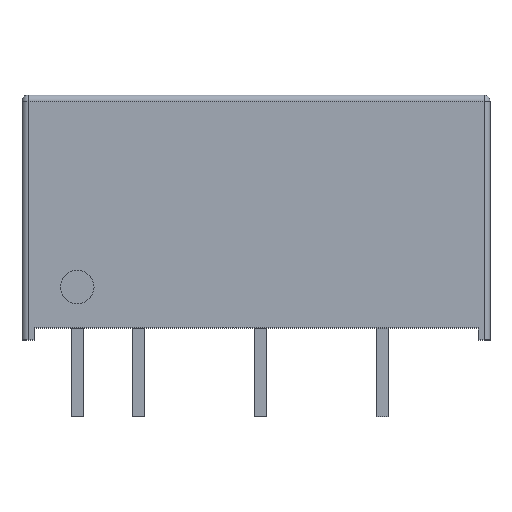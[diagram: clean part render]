
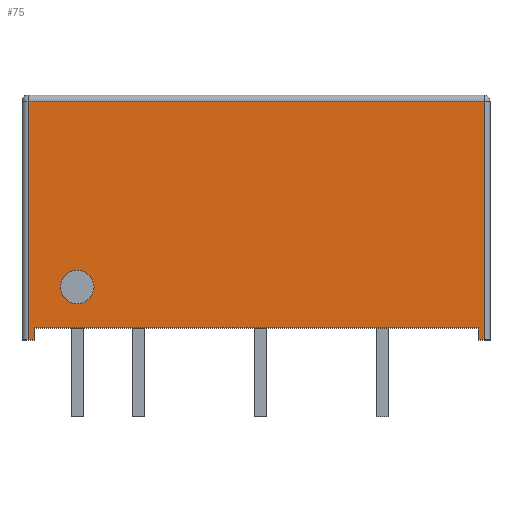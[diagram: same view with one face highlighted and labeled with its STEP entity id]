
A CAD part, top view. The second image highlights one B-rep face of the part: STEP entity #75.
In plain terms, the highlighted planar face has unit normal (0, 0, 1).
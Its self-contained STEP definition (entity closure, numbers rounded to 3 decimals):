
#75=ADVANCED_FACE('',(#473,#475),#477,.F.);
#473=FACE_BOUND('',#474,.T.);
#474=EDGE_LOOP('',(#796,#797,#798,#799,#800,#801,#802,#803));
#475=FACE_BOUND('',#476,.T.);
#476=EDGE_LOOP('',(#804));
#477=PLANE('',#478);
#478=AXIS2_PLACEMENT_3D('',#479,#480,#481);
#479=CARTESIAN_POINT('',(-2.3,10.2,6.125));
#480=DIRECTION('',(0.,0.,-1.));
#481=DIRECTION('',(-1.,0.,0.));
#796=ORIENTED_EDGE('',*,*,#989,.T.);
#797=ORIENTED_EDGE('',*,*,#990,.T.);
#798=ORIENTED_EDGE('',*,*,#991,.T.);
#799=ORIENTED_EDGE('',*,*,#992,.T.);
#800=ORIENTED_EDGE('',*,*,#962,.F.);
#801=ORIENTED_EDGE('',*,*,#988,.T.);
#802=ORIENTED_EDGE('',*,*,#993,.T.);
#803=ORIENTED_EDGE('',*,*,#994,.T.);
#804=ORIENTED_EDGE('',*,*,#995,.F.);
#962=EDGE_CURVE('',#1061,#1063,#1064,.T.);
#988=EDGE_CURVE('',#1061,#1111,#1113,.T.);
#989=EDGE_CURVE('',#1114,#1115,#1116,.T.);
#990=EDGE_CURVE('',#1115,#1117,#1118,.T.);
#991=EDGE_CURVE('',#1117,#1119,#1120,.T.);
#992=EDGE_CURVE('',#1119,#1063,#1121,.T.);
#993=EDGE_CURVE('',#1111,#1122,#1123,.T.);
#994=EDGE_CURVE('',#1122,#1114,#1124,.T.);
#995=EDGE_CURVE('',#1125,#1125,#1126,.T.);
#1061=VERTEX_POINT('',#1223);
#1063=VERTEX_POINT('',#1227);
#1064=LINE('',#1228,#1229);
#1111=VERTEX_POINT('',#1325);
#1113=LINE('',#1329,#1330);
#1114=VERTEX_POINT('',#1332);
#1115=VERTEX_POINT('',#1333);
#1116=LINE('',#1334,#1335);
#1117=VERTEX_POINT('',#1337);
#1118=LINE('',#1338,#1339);
#1119=VERTEX_POINT('',#1341);
#1120=LINE('',#1342,#1343);
#1121=LINE('',#1345,#1346);
#1122=VERTEX_POINT('',#1348);
#1123=LINE('',#1349,#1350);
#1124=LINE('',#1352,#1353);
#1125=VERTEX_POINT('',#1355);
#1126=CIRCLE('',#1356,0.7);
#1223=CARTESIAN_POINT('',(16.7,0.5,6.125));
#1227=CARTESIAN_POINT('',(-1.8,0.5,6.125));
#1228=CARTESIAN_POINT('',(16.7,0.5,6.125));
#1229=VECTOR('',#1230,1.);
#1230=DIRECTION('',(-1.,0.,0.));
#1325=CARTESIAN_POINT('',(16.7,0.,6.125));
#1329=CARTESIAN_POINT('',(16.7,0.5,6.125));
#1330=VECTOR('',#1331,1.);
#1331=DIRECTION('',(0.,-1.,0.));
#1332=CARTESIAN_POINT('',(16.95,9.95,6.125));
#1333=CARTESIAN_POINT('',(-2.05,9.95,6.125));
#1334=CARTESIAN_POINT('',(16.95,9.95,6.125));
#1335=VECTOR('',#1336,1.);
#1336=DIRECTION('',(-1.,0.,0.));
#1337=CARTESIAN_POINT('',(-2.05,0.,6.125));
#1338=CARTESIAN_POINT('',(-2.05,9.95,6.125));
#1339=VECTOR('',#1340,1.);
#1340=DIRECTION('',(0.,-1.,0.));
#1341=CARTESIAN_POINT('',(-1.8,0.,6.125));
#1342=CARTESIAN_POINT('',(-2.05,0.,6.125));
#1343=VECTOR('',#1344,1.);
#1344=DIRECTION('',(1.,0.,0.));
#1345=CARTESIAN_POINT('',(-1.8,0.,6.125));
#1346=VECTOR('',#1347,1.);
#1347=DIRECTION('',(0.,1.,0.));
#1348=CARTESIAN_POINT('',(16.95,0.,6.125));
#1349=CARTESIAN_POINT('',(16.7,0.,6.125));
#1350=VECTOR('',#1351,1.);
#1351=DIRECTION('',(1.,0.,0.));
#1352=CARTESIAN_POINT('',(16.95,0.,6.125));
#1353=VECTOR('',#1354,1.);
#1354=DIRECTION('',(0.,1.,0.));
#1355=CARTESIAN_POINT('',(0.7,2.2,6.125));
#1356=AXIS2_PLACEMENT_3D('',#1357,#1358,#1359);
#1357=CARTESIAN_POINT('',(0.,2.2,6.125));
#1358=DIRECTION('',(0.,0.,1.));
#1359=DIRECTION('',(-1.,0.,0.));
